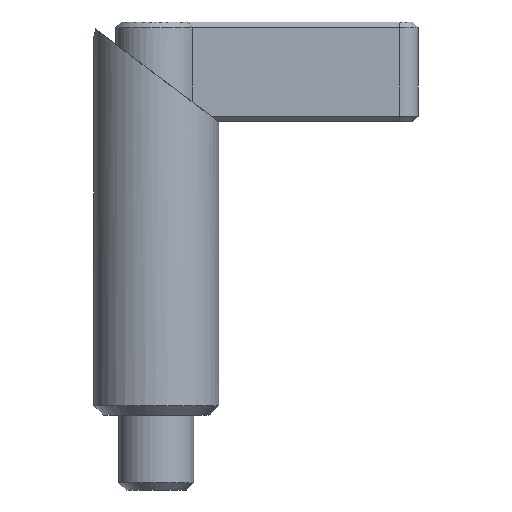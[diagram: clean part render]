
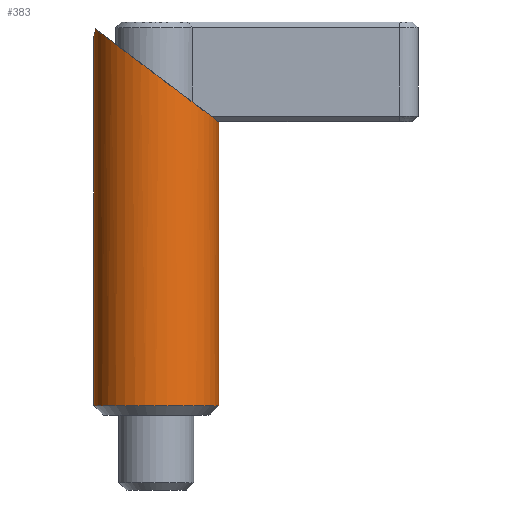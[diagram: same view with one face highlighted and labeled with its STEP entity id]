
A CAD part, front view. The second image highlights one B-rep face of the part: STEP entity #383.
In plain terms, the highlighted cylindrical face has radius 5 mm (diameter 10 mm), a partial arc.
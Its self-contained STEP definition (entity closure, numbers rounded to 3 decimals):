
#259=VERTEX_POINT('',#590);
#279=VERTEX_POINT('',#614);
#283=EDGE_CURVE('',#259,#293,#619,.T.);
#287=EDGE_CURVE('',#293,#307,#623,.T.);
#293=VERTEX_POINT('',#629);
#297=EDGE_CURVE('',#279,#457,#633,.T.);
#307=VERTEX_POINT('',#643);
#323=EDGE_CURVE('',#457,#259,#661,.T.);
#383=ADVANCED_FACE('',(#728),#729,.T.);
#391=EDGE_CURVE('',#307,#279,#741,.T.);
#457=VERTEX_POINT('',#816);
#590=CARTESIAN_POINT('',(-5.0,0.,30.25));
#614=CARTESIAN_POINT('',(5.0,0.,23.5));
#619=LINE('',#1023,#1024);
#623=CIRCLE('',#1030,5.0);
#629=CARTESIAN_POINT('',(-5.0,0.,0.767));
#633=ELLIPSE('',#1044,6.261,5.0);
#643=CARTESIAN_POINT('',(5.0,0.0,0.767));
#661=B_SPLINE_CURVE_WITH_KNOTS('',3,(#1084,#1085,#1086,#1087,#1088,#1089,#1090,#1091,#1092,#1093,#1094,#1095,#1096,#1097,#1098,#1099,#1100,#1101),.UNSPECIFIED.,.F.,.F.,(4,2,2,2,2,2,2,2,4),(3.784,4.257,4.73,5.203,5.676,6.149,6.622,7.095,7.568),.UNSPECIFIED.);
#728=FACE_OUTER_BOUND('',#1188,.T.);
#729=CYLINDRICAL_SURFACE('',#1189,5.0);
#741=LINE('',#1203,#1204);
#816=CARTESIAN_POINT('',(-4.873,-1.118,30.94));
#1023=CARTESIAN_POINT('',(-5.0,0.,15.75));
#1024=VECTOR('',#1491,1.0);
#1030=AXIS2_PLACEMENT_3D('',#1495,#1496,#1497);
#1044=AXIS2_PLACEMENT_3D('',#1502,#1503,#1504);
#1084=CARTESIAN_POINT('',(-4.841,-1.25,31.5));
#1085=CARTESIAN_POINT('',(-4.841,-1.25,31.342));
#1086=CARTESIAN_POINT('',(-4.85,-1.218,31.175));
#1087=CARTESIAN_POINT('',(-4.88,-1.091,30.867));
#1088=CARTESIAN_POINT('',(-4.901,-0.994,30.727));
#1089=CARTESIAN_POINT('',(-4.941,-0.773,30.506));
#1090=CARTESIAN_POINT('',(-4.962,-0.633,30.409));
#1091=CARTESIAN_POINT('',(-4.992,-0.325,30.282));
#1092=CARTESIAN_POINT('',(-5.0,-0.158,30.25));
#1093=CARTESIAN_POINT('',(-5.0,0.158,30.25));
#1094=CARTESIAN_POINT('',(-4.992,0.325,30.282));
#1095=CARTESIAN_POINT('',(-4.962,0.633,30.409));
#1096=CARTESIAN_POINT('',(-4.941,0.773,30.506));
#1097=CARTESIAN_POINT('',(-4.901,0.994,30.727));
#1098=CARTESIAN_POINT('',(-4.88,1.091,30.867));
#1099=CARTESIAN_POINT('',(-4.85,1.218,31.175));
#1100=CARTESIAN_POINT('',(-4.841,1.25,31.342));
#1101=CARTESIAN_POINT('',(-4.841,1.25,31.5));
#1188=EDGE_LOOP('',(#1612,#1613,#1614,#1615,#1616));
#1189=AXIS2_PLACEMENT_3D('',#1617,#1618,#1619);
#1203=CARTESIAN_POINT('',(5.0,0.,15.75));
#1204=VECTOR('',#1641,1.0);
#1491=DIRECTION('',(-0.0,-0.0,-1.0));
#1495=CARTESIAN_POINT('',(0.0,0.0,0.767));
#1496=DIRECTION('',(0.0,0.0,1.0));
#1497=DIRECTION('',(1.0,0.0,0.0));
#1502=CARTESIAN_POINT('',(0.0,0.0,27.268));
#1503=DIRECTION('',(-0.602,0.0,-0.799));
#1504=DIRECTION('',(0.799,0.0,-0.602));
#1612=ORIENTED_EDGE('',*,*,#391,.T.);
#1613=ORIENTED_EDGE('',*,*,#297,.T.);
#1614=ORIENTED_EDGE('',*,*,#323,.T.);
#1615=ORIENTED_EDGE('',*,*,#283,.T.);
#1616=ORIENTED_EDGE('',*,*,#287,.T.);
#1617=CARTESIAN_POINT('',(0.0,0.0,15.75));
#1618=DIRECTION('',(-0.0,-0.0,-1.0));
#1619=DIRECTION('',(1.0,0.0,0.0));
#1641=DIRECTION('',(0.0,0.0,1.0));
